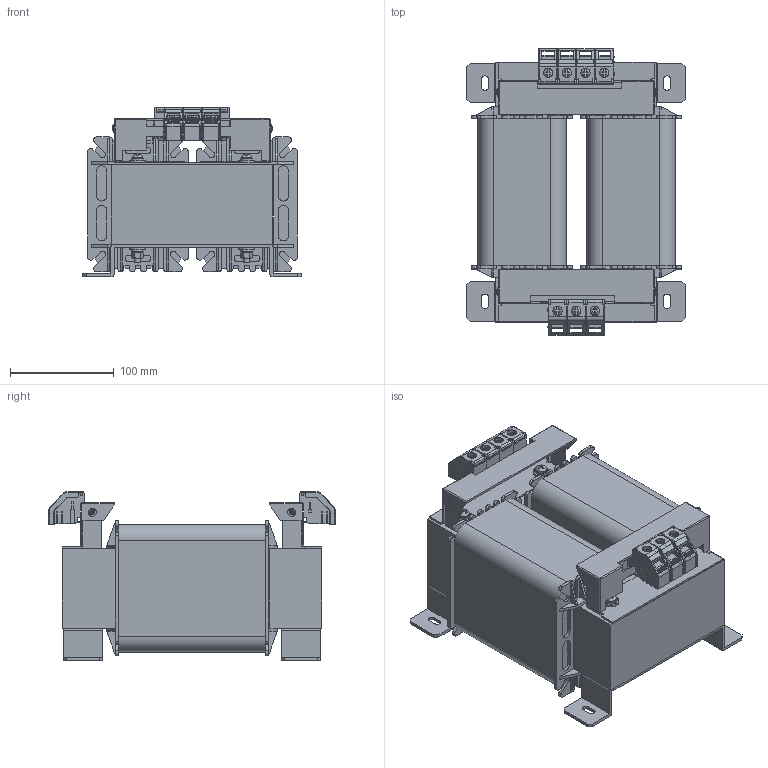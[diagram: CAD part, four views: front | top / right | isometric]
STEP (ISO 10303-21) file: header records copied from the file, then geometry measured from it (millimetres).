
FILE_DESCRIPTION((''),'2;1');
FILE_NAME('2500-40A_ASM','2024-07-10T13:50:01',('yanyan'),(''),'CREO PARAMETRIC BY PTC INC, 2020044','CREO PARAMETRIC BY PTC INC, 2020044','');
FILE_SCHEMA(('CONFIG_CONTROL_DESIGN','SHAPE_APPEARANCE_LAYERS_GROUPS'));
Products named in the file (1): 2500-40A_ASM
Bounding box: 210 x 275.8 x 162.79 mm (x, y, z)
Surface area: 624685 mm2 (no closed solid volume)
Topology: 0 solids, 81 shells, 4302 faces, 11478 edges, 7410 vertices
Faces by surface type: plane 3009, cylinder 1053, torus 156, cone 72, sphere 12
Entity records: 148215 total; most frequent: CARTESIAN_POINT 25838, ORIENTED_EDGE 22872, DIRECTION 21880, EDGE_CURVE 11478, VECTOR 8602, LINE 8602, VERTEX_POINT 7410, AXIS2_PLACEMENT_3D 6639
